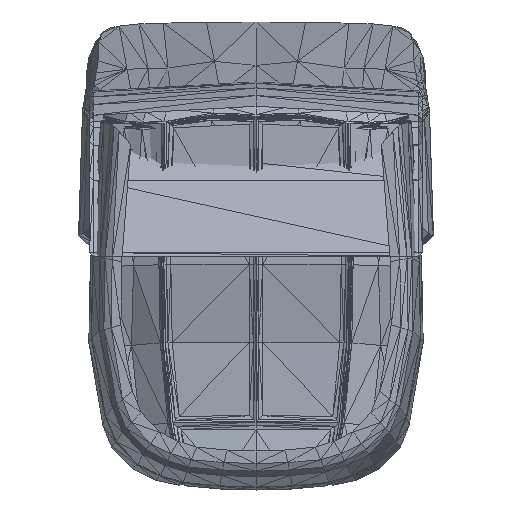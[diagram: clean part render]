
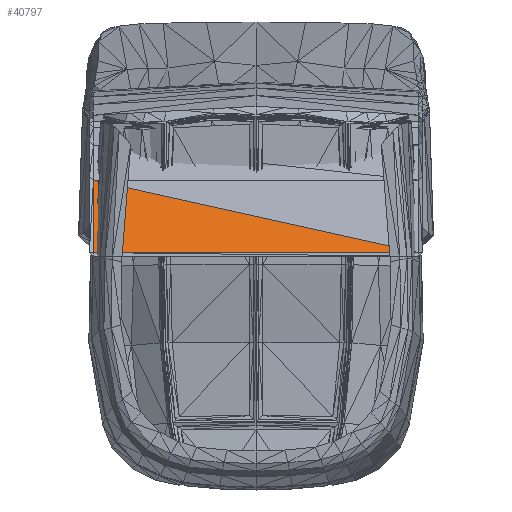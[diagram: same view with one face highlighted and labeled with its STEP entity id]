
A CAD part, front view. The second image highlights one B-rep face of the part: STEP entity #40797.
In plain terms, the highlighted planar face has unit normal (0, 0.921, -0.389).
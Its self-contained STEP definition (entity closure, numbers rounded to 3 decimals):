
#393 = CARTESIAN_POINT ( 'NONE',  ( -0.805, 0.969, -7.031 ) ) ;
#6465 = EDGE_CURVE ( 'NONE', #28300, #26543, #22163, .T. ) ;
#8165 = LINE ( 'NONE', #8687, #12480 ) ;
#8687 = CARTESIAN_POINT ( 'NONE',  ( -0.338, 0.926, -7.135 ) ) ;
#10115 = CARTESIAN_POINT ( 'NONE',  ( -0.805, 0.969, -7.031 ) ) ;
#12480 = VECTOR ( 'NONE', #44697, 1000. ) ;
#14201 = EDGE_CURVE ( 'NONE', #28300, #26835, #36318, .T. ) ;
#14425 = CARTESIAN_POINT ( 'NONE',  ( -0.805, 0.926, -7.135 ) ) ;
#15701 = FACE_OUTER_BOUND ( 'NONE', #38259, .T. ) ;
#15875 = DIRECTION ( 'NONE',  ( 0., -0.389, -0.921 ) ) ;
#20514 = CARTESIAN_POINT ( 'NONE',  ( 0., 3.341, -1.409 ) ) ;
#21478 = ORIENTED_EDGE ( 'NONE', *, *, #36697, .T. ) ;
#22163 = LINE ( 'NONE', #393, #29607 ) ;
#25168 = CARTESIAN_POINT ( 'NONE',  ( -0.805, 0.969, -7.031 ) ) ;
#25514 = DIRECTION ( 'NONE',  ( 0., -0.389, -0.921 ) ) ;
#26543 = VERTEX_POINT ( 'NONE', #46472 ) ;
#26835 = VERTEX_POINT ( 'NONE', #14425 ) ;
#28300 = VERTEX_POINT ( 'NONE', #10115 ) ;
#29607 = VECTOR ( 'NONE', #43458, 1000. ) ;
#30143 = VECTOR ( 'NONE', #25514, 1000. ) ;
#32282 = DIRECTION ( 'NONE',  ( 0., -0.921, 0.389 ) ) ;
#36318 = LINE ( 'NONE', #25168, #30143 ) ;
#36697 = EDGE_CURVE ( 'NONE', #26543, #26835, #8165, .T. ) ;
#38259 = EDGE_LOOP ( 'NONE', ( #39564, #21478, #48244 ) ) ;
#39564 = ORIENTED_EDGE ( 'NONE', *, *, #6465, .T. ) ;
#39969 = PLANE ( 'NONE',  #43062 ) ;
#40797 = ADVANCED_FACE ( 'NONE', ( #15701 ), #39969, .F. ) ;
#43062 = AXIS2_PLACEMENT_3D ( 'NONE', #20514, #32282, #15875 ) ;
#43458 = DIRECTION ( 'NONE',  ( 0.972, -0.091, -0.216 ) ) ;
#44697 = DIRECTION ( 'NONE',  ( -1., 0., 0. ) ) ;
#46472 = CARTESIAN_POINT ( 'NONE',  ( -0.338, 0.926, -7.135 ) ) ;
#48244 = ORIENTED_EDGE ( 'NONE', *, *, #14201, .F. ) ;
